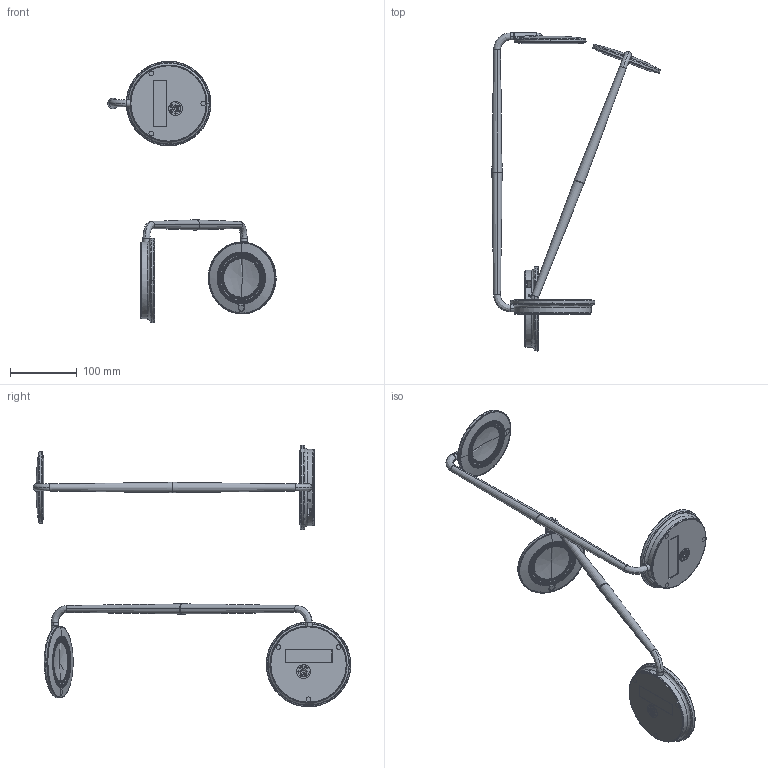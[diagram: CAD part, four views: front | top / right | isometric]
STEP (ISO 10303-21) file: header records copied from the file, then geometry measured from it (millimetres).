
FILE_DESCRIPTION (( 'STEP AP203' ), '1' );
FILE_NAME ('Pixo_Pixo Wall.STEP', '2020-05-11T21:32:18', ( '' ), ( '' ), 'SwSTEP 2.0', 'SolidWorks 2019', '' );
FILE_SCHEMA (( 'CONFIG_CONTROL_DESIGN' ));
Length unit declared in the file: millimetre
Products named in the file (1): Pixo_Pixo Wall
Bounding box: 252.21 x 476.2 x 392.13 mm (x, y, z)
Surface area: 192528.7 mm2 (no closed solid volume)
Topology: 0 solids, 18 shells, 553 faces, 1617 edges, 1034 vertices
Faces by surface type: cone 202, bspline 196, plane 90, cylinder 65
Entity records: 35852 total; most frequent: CARTESIAN_POINT 25920, ORIENTED_EDGE 2747, EDGE_CURVE 1561, B_SPLINE_CURVE_WITH_KNOTS 1267, VERTEX_POINT 1034, DIRECTION 716, EDGE_LOOP 613, ADVANCED_FACE 553
